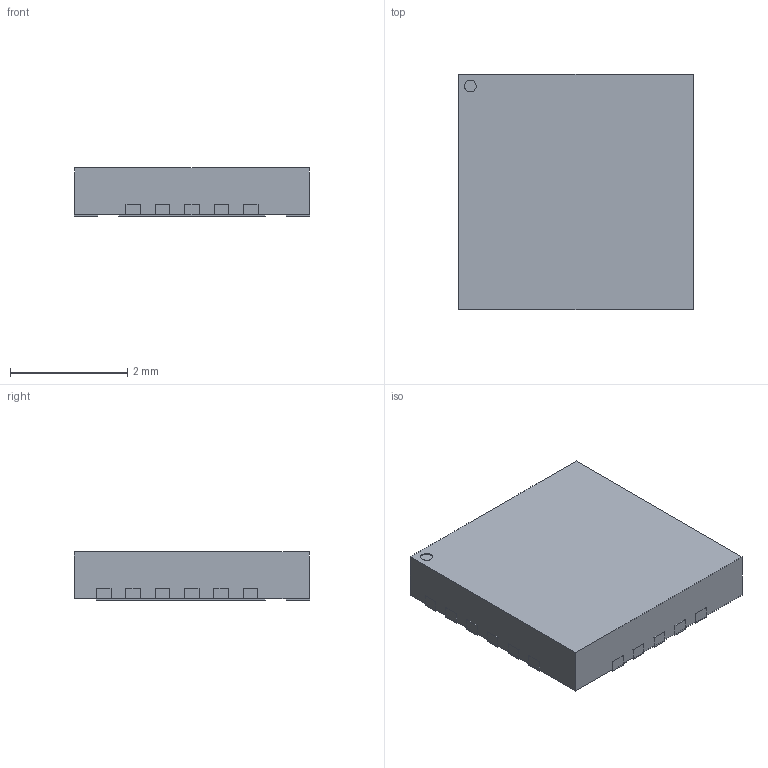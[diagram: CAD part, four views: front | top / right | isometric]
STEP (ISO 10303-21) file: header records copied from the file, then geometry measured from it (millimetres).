
FILE_DESCRIPTION(('FreeCAD Model'),'2;1');
FILE_NAME('Open CASCADE Shape Model','2021-06-15T12:49:32',( 'kicad StepUp'),('ksu MCAD'),'Open CASCADE STEP processor 7.5', 'FreeCAD','Unknown');
FILE_SCHEMA(('AUTOMOTIVE_DESIGN { 1 0 10303 214 1 1 1 1 }'));
Length unit declared in the file: millimetre
Products named in the file (1): Diodes_V_QFN4040_17_cp
Bounding box: 4.02 x 4.01 x 0.82 mm (x, y, z)
Surface area: 70.3 mm2
Topology: 4 solids, 4 shells, 172 faces, 417 edges, 278 vertices
Faces by surface type: plane 170, cylinder 2
Full cylindrical faces by diameter (mm): 0.2 x2
Entity records: 6179 total; most frequent: CARTESIAN_POINT 868, ORIENTED_EDGE 834, DIRECTION 767, EDGE_CURVE 417, LINE 413, VECTOR 413, VERTEX_POINT 278, FACE_BOUND 199
